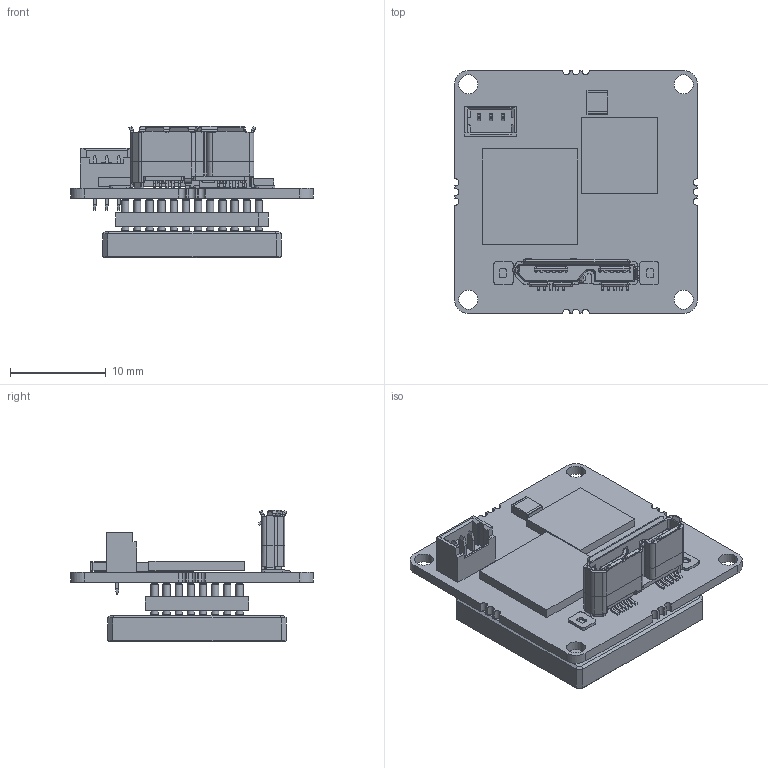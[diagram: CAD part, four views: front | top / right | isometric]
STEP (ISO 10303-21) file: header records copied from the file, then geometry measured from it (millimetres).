
FILE_DESCRIPTION(/* description */ (''),/* implementation_level */ '2;1');
FILE_NAME(/* name */ 'MQ042xG-CM-S7-TG-BRD_01-STP.stp',/* time_stamp */ '2024-04-29T08:33:45+02:00',/* author */ (''),/* organization */ (''),/* preprocessor_version */ 'ST-DEVELOPER v18.102',/* originating_system */ 'SIEMENS PLM Software NX2206.6002',/* authorisation */ '');
FILE_SCHEMA (('AUTOMOTIVE_DESIGN { 1 0 10303 214 3 1 1 1 }'));
Products named in the file (6): 001513_01_1-CMV4000_Package; 004781_01_1-CONN-3P-0530470310; 001525_03_1-MQ95UPGA-CM-S7-PCA; 001486_01_1-CMV4000; 004784_01_1-MQ95UPGA-CM-S7-PCA-BRD; 004785_01_1-MQ042xG-CM-S7-TG-BRD_stp
Assembly tree (5 placements, depth 3):
  004785_01_1-MQ042xG-CM-S7-TG-BRD_stp
    004784_01_1-MQ95UPGA-CM-S7-PCA-BRD
      001525_03_1-MQ95UPGA-CM-S7-PCA
      004781_01_1-CONN-3P-0530470310
    001486_01_1-CMV4000
      001513_01_1-CMV4000_Package
Bounding box: 25.4 x 25.4 x 13.73 mm (x, y, z)
Volume: 1869.9 mm3; surface area: 5902.9 mm2
Topology: 204 solids, 204 shells, 2185 faces, 4923 edges, 3164 vertices
Faces by surface type: plane 1220, cylinder 658, cone 197, torus 96, sphere 8, bspline 6
Full cylindrical faces by diameter (mm): 0.3 x95, 0.5 x97, 0.7 x3, 0.76 x190, 0.8 x1, 2 x4
Entity records: 74316 total; most frequent: CARTESIAN_POINT 10723, DIRECTION 10089, ORIENTED_EDGE 9268, EDGE_CURVE 4634, AXIS2_PLACEMENT_3D 3800, VERTEX_POINT 3164, EDGE_LOOP 2730, LINE 2489
